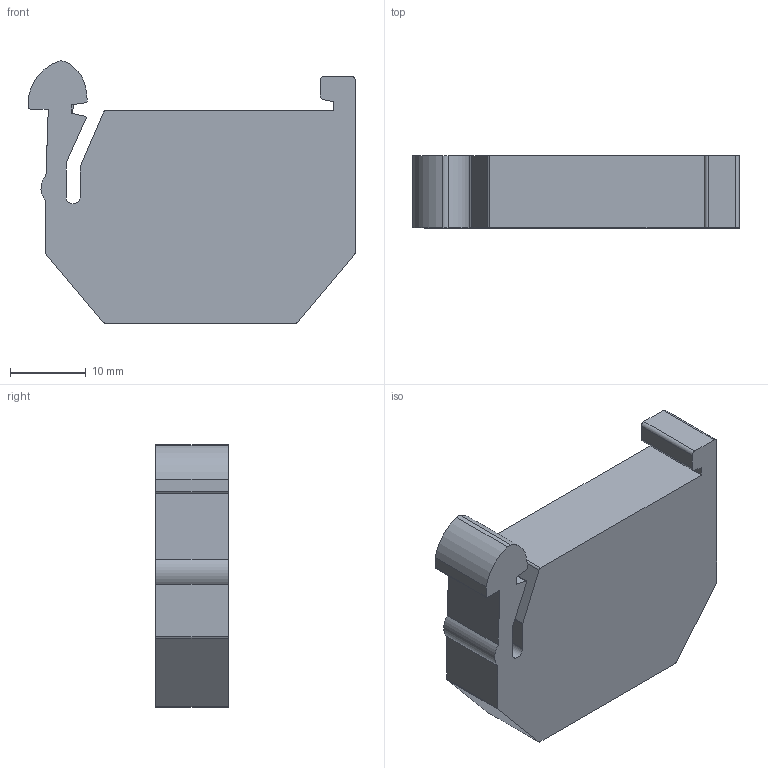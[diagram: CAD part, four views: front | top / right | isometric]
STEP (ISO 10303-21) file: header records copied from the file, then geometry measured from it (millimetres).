
FILE_DESCRIPTION((''),'2;1');
FILE_NAME('8YB754488','2020-01-11T',('Administrator'),(''),'PRO/ENGINEER BY PARAMETRIC TECHNOLOGY CORPORATION, 2013230','PRO/ENGINEER BY PARAMETRIC TECHNOLOGY CORPORATION, 2013230','');
FILE_SCHEMA(('CONFIG_CONTROL_DESIGN'));
Length unit declared in the file: millimetre
Products named in the file (1): 8YB754488
Bounding box: 43 x 9.5 x 34.55 mm (x, y, z)
Volume: 10438 mm3; surface area: 3975.9 mm2
Topology: 1 solids, 1 shells, 50 faces, 144 edges, 96 vertices
Faces by surface type: plane 28, cylinder 22
Entity records: 1690 total; most frequent: CARTESIAN_POINT 290, DIRECTION 288, ORIENTED_EDGE 288, EDGE_CURVE 144, VECTOR 100, LINE 100, VERTEX_POINT 96, AXIS2_PLACEMENT_3D 94
